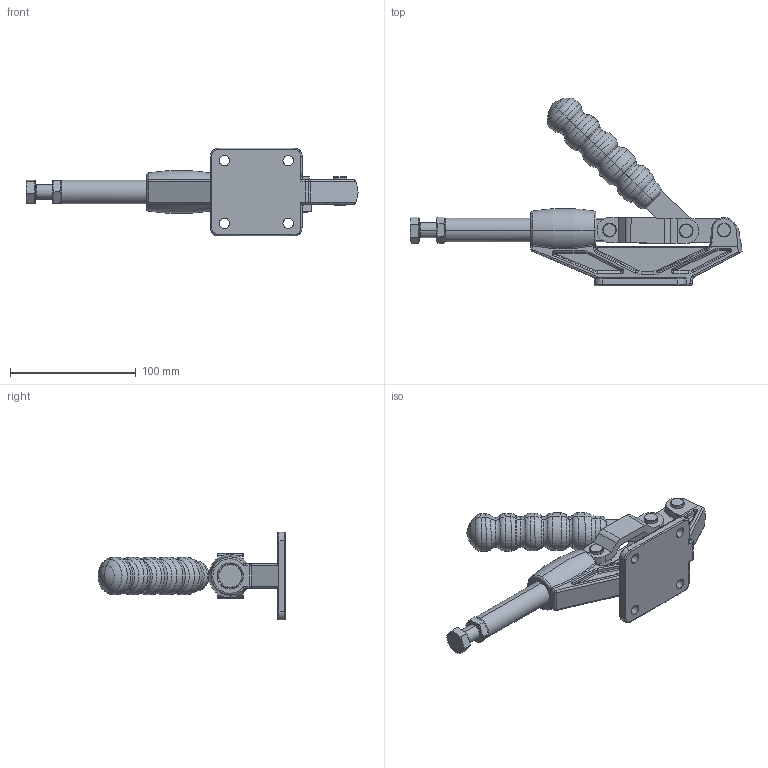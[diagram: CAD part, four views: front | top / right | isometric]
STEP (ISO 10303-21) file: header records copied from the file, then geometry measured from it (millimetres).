
FILE_DESCRIPTION (( 'STEP AP203' ), '1' );
FILE_NAME ('P650.STEP', '2012-06-14T14:34:18', ( ' ' ), ( '' ), 'SwSTEP 2.0', 'SolidWorks 2012', '' );
FILE_SCHEMA (( 'CONFIG_CONTROL_DESIGN' ));
Length unit declared in the file: millimetre
Products named in the file (13): P650; Part2; hex thin nut chamfered gradeab_bsi_Hexagon Thin Nut ISO - 4035 - M12 - N; hex screw gradeab_bsi_ISO 4017 - M12 x 50-N; 007-30-2_SCENE1; PART1; 4304H26; Heavy Hex Jam Nut_AI_HHJNUT 0.3125-24-D-N; 4304H70; 4304H34; 4304h33; 1304h01; 1304h05
Assembly tree (17 placements, depth 3):
  P650
    1304h05  x2
    1304h01
    4304h33
    4304H34  x3
    4304H70  x2
    Heavy Hex Jam Nut_AI_HHJNUT 0.3125-24-D-N  x2
    4304H26
    007-30-2_SCENE1
      PART1
    hex screw gradeab_bsi_ISO 4017 - M12 x 50-N
    hex thin nut chamfered gradeab_bsi_Hexagon Thin Nut ISO - 4035 - M12 - N
    Part2
Bounding box: 264.53 x 149.62 x 70 mm (x, y, z)
Volume: 246494.6 mm3; surface area: 87128.9 mm2
Topology: 16 solids, 16 shells, 1156 faces, 2885 edges, 1756 vertices
Faces by surface type: plane 515, cylinder 350, cone 134, torus 82, bspline 63, sphere 12
Entity records: 26356 total; most frequent: CARTESIAN_POINT 7574, DIRECTION 3660, ORIENTED_EDGE 3644, EDGE_CURVE 1822, AXIS2_PLACEMENT_3D 1455, VERTEX_POINT 1089, EDGE_LOOP 801, FACE_OUTER_BOUND 763
